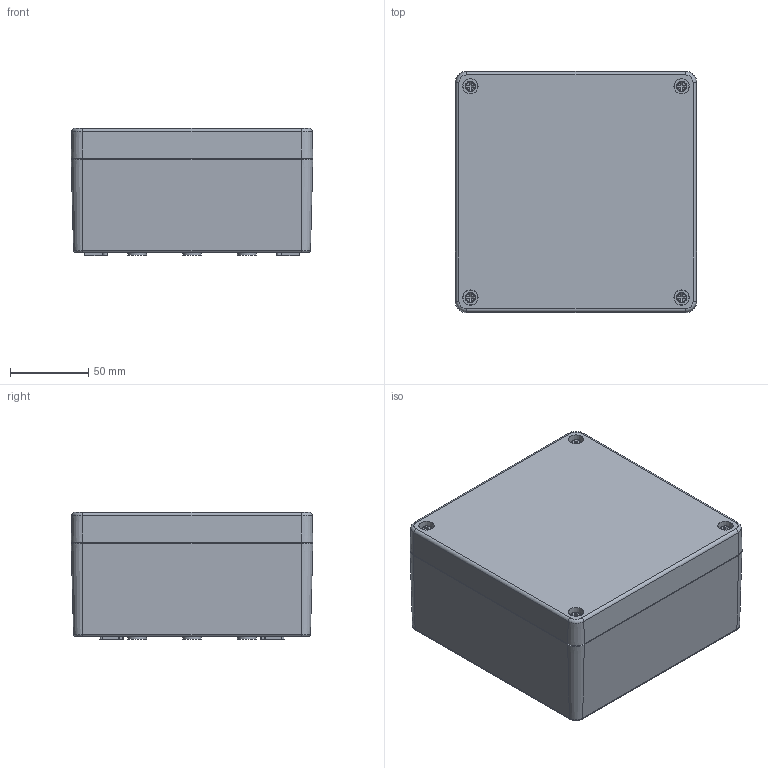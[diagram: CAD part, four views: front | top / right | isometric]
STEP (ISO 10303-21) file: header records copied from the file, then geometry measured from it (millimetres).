
FILE_DESCRIPTION( ( 'STEP AP214' ), ' ' );
FILE_NAME( '15100501.stp', '2016-04-11T14:35:17', ( '' ), ( '' ), ' ', 'PARTsolutions', ' ' );
FILE_SCHEMA( ( 'AUTOMOTIVE_DESIGN { 1 0 10303 214 1 1 1 1 }' ) );
Length unit declared in the file: millimetre
Products named in the file (4): 15100501; _Kasten_TK AL 1313-7; _Deckel_TK AL 1313-7; _Schraube_TK_AL M4x24
Assembly tree (6 placements, depth 2):
  15100501
    _Kasten_TK AL 1313-7
    _Deckel_TK AL 1313-7
    _Schraube_TK_AL M4x24  x4
Bounding box: 154 x 154 x 81 mm (x, y, z)
Volume: 494001.8 mm3; surface area: 205769.4 mm2
Topology: 6 solids, 6 shells, 551 faces, 1421 edges, 938 vertices
Faces by surface type: plane 321, cone 166, cylinder 48, torus 16
Full cylindrical faces by diameter (mm): 3.141 x4, 3.242 x19, 4 x4, 6 x4
Entity records: 16466 total; most frequent: DIRECTION 2284, CARTESIAN_POINT 2283, ORIENTED_EDGE 2004, EDGE_CURVE 1002, AXIS2_PLACEMENT_3D 859, VERTEX_POINT 718, EDGE_LOOP 610, LINE 566
